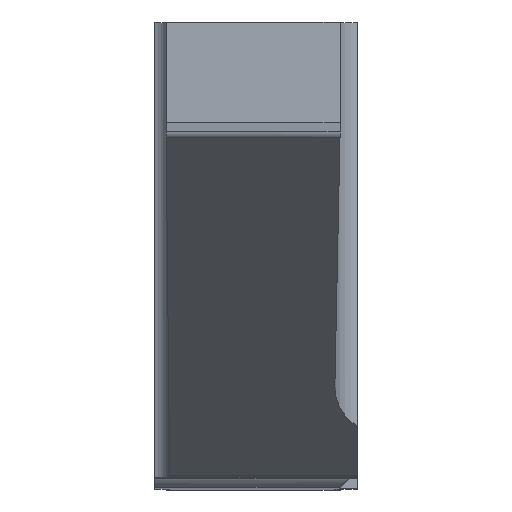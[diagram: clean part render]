
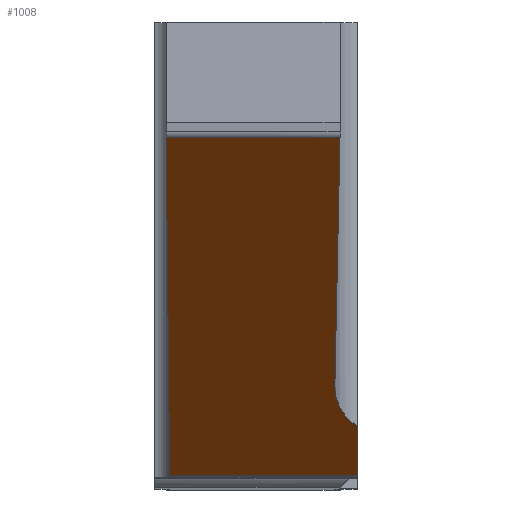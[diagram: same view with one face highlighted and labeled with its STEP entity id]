
A CAD part, top view. The second image highlights one B-rep face of the part: STEP entity #1008.
In plain terms, the highlighted planar face has unit normal (0, -0.766, 0.643).
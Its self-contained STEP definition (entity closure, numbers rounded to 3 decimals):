
#4 = ORIENTED_EDGE ( 'NONE', *, *, #781, .F. ) ;
#19 = LINE ( 'NONE', #997, #570 ) ;
#20 = LINE ( 'NONE', #317, #146 ) ;
#43 = VERTEX_POINT ( 'NONE', #522 ) ;
#77 = DIRECTION ( 'NONE',  ( -0.013, -0.643, -0.766 ) ) ;
#146 = VECTOR ( 'NONE', #795, 1000. ) ;
#153 = DIRECTION ( 'NONE',  ( -1., 0., 0. ) ) ;
#154 = CARTESIAN_POINT ( 'NONE',  ( 0., -3.813, 12.984 ) ) ;
#155 = CARTESIAN_POINT ( 'NONE',  ( -0.3, 2.051, 19.972 ) ) ;
#162 = VERTEX_POINT ( 'NONE', #296 ) ;
#197 = VERTEX_POINT ( 'NONE', #686 ) ;
#227 = AXIS2_PLACEMENT_3D ( 'NONE', #426, #423, #416 ) ;
#230 = CARTESIAN_POINT ( 'NONE',  ( -0.301, 2.011, 19.925 ) ) ;
#251 = CARTESIAN_POINT ( 'NONE',  ( -3.299, 2.011, 19.925 ) ) ;
#281 = ORIENTED_EDGE ( 'NONE', *, *, #1223, .F. ) ;
#296 = CARTESIAN_POINT ( 'NONE',  ( -3.239, -3.813, 12.984 ) ) ;
#317 = CARTESIAN_POINT ( 'NONE',  ( 0., 2.011, 19.925 ) ) ;
#334 = CARTESIAN_POINT ( 'NONE',  ( 0., 2.048, 19.969 ) ) ;
#414 = ORIENTED_EDGE ( 'NONE', *, *, #1212, .F. ) ;
#416 = DIRECTION ( 'NONE',  ( 0., -0.643, -0.766 ) ) ;
#423 = DIRECTION ( 'NONE',  ( 0., -0.766, 0.643 ) ) ;
#426 = CARTESIAN_POINT ( 'NONE',  ( 0., 2.048, 19.969 ) ) ;
#429 = PLANE ( 'NONE',  #227 ) ;
#522 = CARTESIAN_POINT ( 'NONE',  ( -0.391, -2.281, 14.81 ) ) ;
#552 = VERTEX_POINT ( 'NONE', #967 ) ;
#570 = VECTOR ( 'NONE', #1005, 1000. ) ;
#593 = EDGE_CURVE ( 'NONE', #43, #552, #1191, .T. ) ;
#613 = EDGE_CURVE ( 'NONE', #162, #1097, #19, .T. ) ;
#669 = DIRECTION ( 'NONE',  ( 0., -0.643, -0.766 ) ) ;
#686 = CARTESIAN_POINT ( 'NONE',  ( 0., -3.813, 12.984 ) ) ;
#724 = CARTESIAN_POINT ( 'NONE',  ( -0.396, -2.552, 14.488 ) ) ;
#739 = ORIENTED_EDGE ( 'NONE', *, *, #593, .F. ) ;
#766 = VECTOR ( 'NONE', #669, 1000. ) ;
#767 = FACE_OUTER_BOUND ( 'NONE', #854, .T. ) ;
#781 = EDGE_CURVE ( 'NONE', #1097, #1146, #20, .T. ) ;
#795 = DIRECTION ( 'NONE',  ( 1., 0., 0. ) ) ;
#799 = CARTESIAN_POINT ( 'NONE',  ( -0.391, -2.281, 14.81 ) ) ;
#854 = EDGE_LOOP ( 'NONE', ( #281, #1166, #739, #414, #4, #1176 ) ) ;
#962 = VECTOR ( 'NONE', #77, 1000. ) ;
#967 = CARTESIAN_POINT ( 'NONE',  ( 0., -2.961, 14. ) ) ;
#979 = LINE ( 'NONE', #155, #962 ) ;
#997 = CARTESIAN_POINT ( 'NONE',  ( -3.3, 2.034, 19.952 ) ) ;
#1005 = DIRECTION ( 'NONE',  ( -0.007, 0.643, 0.766 ) ) ;
#1008 = ADVANCED_FACE ( 'NONE', ( #767 ), #429, .T. ) ;
#1040 = CARTESIAN_POINT ( 'NONE',  ( -0.256, -2.796, 14.197 ) ) ;
#1057 = LINE ( 'NONE', #334, #766 ) ;
#1067 = EDGE_CURVE ( 'NONE', #552, #197, #1057, .T. ) ;
#1071 = CARTESIAN_POINT ( 'NONE',  ( 0., -2.961, 14. ) ) ;
#1097 = VERTEX_POINT ( 'NONE', #251 ) ;
#1146 = VERTEX_POINT ( 'NONE', #230 ) ;
#1166 = ORIENTED_EDGE ( 'NONE', *, *, #1067, .F. ) ;
#1176 = ORIENTED_EDGE ( 'NONE', *, *, #613, .F. ) ;
#1191 =( BOUNDED_CURVE ( )  B_SPLINE_CURVE ( 3, ( #799, #724, #1040, #1071 ),
 .UNSPECIFIED., .F., .F. ) 
 B_SPLINE_CURVE_WITH_KNOTS ( ( 4, 4 ),
 ( 1.553, 2.486 ),
 .UNSPECIFIED. ) 
 CURVE ( )  GEOMETRIC_REPRESENTATION_ITEM ( )  RATIONAL_B_SPLINE_CURVE ( ( 1., 0.929, 0.929, 1. ) ) 
 REPRESENTATION_ITEM ( '' )  );
#1201 = VECTOR ( 'NONE', #153, 1000. ) ;
#1212 = EDGE_CURVE ( 'NONE', #1146, #43, #979, .T. ) ;
#1219 = LINE ( 'NONE', #154, #1201 ) ;
#1223 = EDGE_CURVE ( 'NONE', #197, #162, #1219, .T. ) ;
